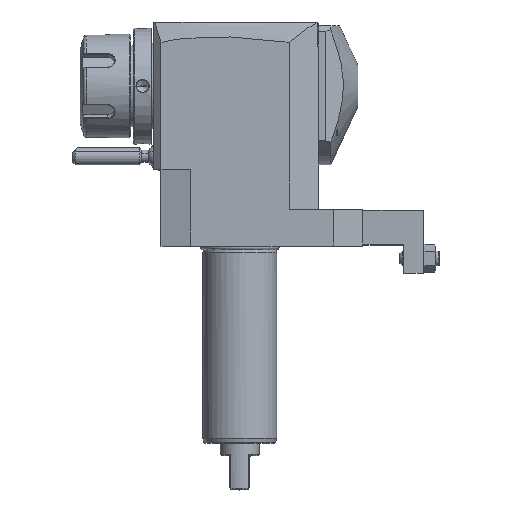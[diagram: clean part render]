
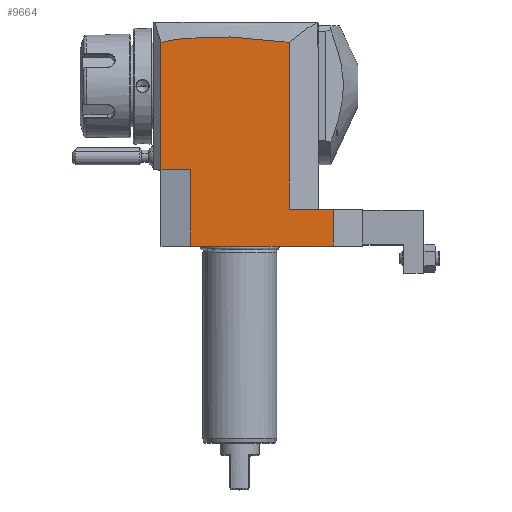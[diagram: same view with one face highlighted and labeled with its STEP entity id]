
A CAD part, top view. The second image highlights one B-rep face of the part: STEP entity #9664.
In plain terms, the highlighted planar face has unit normal (0, 0, 1).
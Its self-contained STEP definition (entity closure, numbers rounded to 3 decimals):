
#153=DIRECTION('',(-1.,0.,0.));
#154=VECTOR('',#153,58.);
#155=CARTESIAN_POINT('',(38.,0.,32.));
#156=LINE('',#155,#154);
#157=DIRECTION('',(0.,-1.,0.));
#158=VECTOR('',#157,51.639);
#159=CARTESIAN_POINT('',(-32.,82.639,32.));
#160=LINE('',#159,#158);
#161=CARTESIAN_POINT('',(20.,82.734,32.));
#162=CARTESIAN_POINT('',(19.238,82.87,32.));
#163=CARTESIAN_POINT('',(17.611,83.142,32.));
#164=CARTESIAN_POINT('',(14.833,83.541,32.));
#165=CARTESIAN_POINT('',(11.79,83.91,32.));
#166=CARTESIAN_POINT('',(8.532,84.237,32.));
#167=CARTESIAN_POINT('',(5.113,84.512,32.));
#168=CARTESIAN_POINT('',(1.588,84.729,32.));
#169=CARTESIAN_POINT('',(-1.979,84.881,32.));
#170=CARTESIAN_POINT('',(-5.51,84.965,32.));
#171=CARTESIAN_POINT('',(-8.78,84.983,32.));
#172=CARTESIAN_POINT('',(-11.694,84.948,32.));
#173=CARTESIAN_POINT('',(-14.259,84.875,32.));
#174=CARTESIAN_POINT('',(-16.511,84.777,32.));
#175=CARTESIAN_POINT('',(-18.514,84.659,32.));
#176=CARTESIAN_POINT('',(-20.303,84.526,32.));
#177=CARTESIAN_POINT('',(-21.908,84.384,32.));
#178=CARTESIAN_POINT('',(-23.352,84.234,32.));
#179=CARTESIAN_POINT('',(-24.636,84.08,32.));
#180=CARTESIAN_POINT('',(-25.765,83.928,32.));
#181=CARTESIAN_POINT('',(-26.759,83.779,32.));
#182=CARTESIAN_POINT('',(-27.666,83.629,32.));
#183=CARTESIAN_POINT('',(-28.528,83.472,32.));
#184=CARTESIAN_POINT('',(-29.395,83.299,32.));
#185=CARTESIAN_POINT('',(-30.273,83.104,32.));
#186=CARTESIAN_POINT('',(-31.147,82.886,32.));
#187=CARTESIAN_POINT('',(-31.717,82.725,32.));
#188=CARTESIAN_POINT('',(-32.,82.639,32.));
#206=DIRECTION('',(-1.,0.,0.));
#207=VECTOR('',#206,18.);
#208=CARTESIAN_POINT('',(38.,15.,32.));
#209=LINE('',#208,#207);
#275=DIRECTION('',(0.,1.,0.));
#276=VECTOR('',#275,15.);
#277=CARTESIAN_POINT('',(38.,0.,32.));
#278=LINE('',#277,#276);
#2013=DIRECTION('',(0.,1.,0.));
#2014=VECTOR('',#2013,67.734);
#2015=CARTESIAN_POINT('',(20.,15.,32.));
#2016=LINE('',#2015,#2014);
#2366=DIRECTION('',(1.,0.,0.));
#2367=VECTOR('',#2366,12.);
#2368=CARTESIAN_POINT('',(-32.,31.,32.));
#2369=LINE('',#2368,#2367);
#2396=DIRECTION('',(0.,-1.,0.));
#2397=VECTOR('',#2396,31.);
#2398=CARTESIAN_POINT('',(-20.,31.,32.));
#2399=LINE('',#2398,#2397);
#8679=CARTESIAN_POINT('',(20.,15.,32.));
#8680=VERTEX_POINT('',#8679);
#8974=VERTEX_POINT('',#161);
#8975=VERTEX_POINT('',#188);
#8976=CARTESIAN_POINT('',(-32.,31.,32.));
#8977=VERTEX_POINT('',#8976);
#8987=CARTESIAN_POINT('',(-20.,31.,32.));
#8988=VERTEX_POINT('',#8987);
#9408=CARTESIAN_POINT('',(-20.,0.,32.));
#9410=VERTEX_POINT('',#9408);
#9421=CARTESIAN_POINT('',(38.,0.,32.));
#9423=VERTEX_POINT('',#9421);
#9429=CARTESIAN_POINT('',(38.,15.,32.));
#9431=VERTEX_POINT('',#9429);
#9642=CARTESIAN_POINT('',(-67.831,31.,32.));
#9643=DIRECTION('',(0.,0.,1.));
#9644=DIRECTION('',(1.,0.,0.));
#9645=AXIS2_PLACEMENT_3D('',#9642,#9643,#9644);
#9646=PLANE('',#9645);
#9648=ORIENTED_EDGE('',*,*,#9647,.F.);
#9650=ORIENTED_EDGE('',*,*,#9649,.F.);
#9651=ORIENTED_EDGE('',*,*,#9611,.T.);
#9653=ORIENTED_EDGE('',*,*,#9652,.F.);
#9655=ORIENTED_EDGE('',*,*,#9654,.F.);
#9657=ORIENTED_EDGE('',*,*,#9656,.F.);
#9659=ORIENTED_EDGE('',*,*,#9658,.F.);
#9661=ORIENTED_EDGE('',*,*,#9660,.F.);
#9662=EDGE_LOOP('',(#9648,#9650,#9651,#9653,#9655,#9657,#9659,#9661));
#9663=FACE_OUTER_BOUND('',#9662,.F.);
#189=B_SPLINE_CURVE_WITH_KNOTS('',3,(#161,#162,#163,#164,#165,#166,#167,#168,
#169,#170,#171,#172,#173,#174,#175,#176,#177,#178,#179,#180,#181,#182,#183,#184,
#185,#186,#187,#188),.UNSPECIFIED.,.F.,.F.,(4,1,1,1,1,1,1,1,1,1,1,1,1,1,1,1,1,1,
1,1,1,1,1,1,1,4),(0.,0.04,0.08,0.12,0.16,0.2,0.24,0.28,0.32,
0.36,0.4,0.44,0.48,0.52,0.56,0.6,0.64,0.68,0.72,0.76,
0.8,0.84,0.88,0.92,0.96,1.),.UNSPECIFIED.);
#9611=EDGE_CURVE('',#9423,#9410,#156,.T.);
#9647=EDGE_CURVE('',#9431,#8680,#209,.T.);
#9649=EDGE_CURVE('',#9423,#9431,#278,.T.);
#9652=EDGE_CURVE('',#8988,#9410,#2399,.T.);
#9654=EDGE_CURVE('',#8977,#8988,#2369,.T.);
#9656=EDGE_CURVE('',#8975,#8977,#160,.T.);
#9658=EDGE_CURVE('',#8974,#8975,#189,.T.);
#9660=EDGE_CURVE('',#8680,#8974,#2016,.T.);
#9664=ADVANCED_FACE('',(#9663),#9646,.T.);
